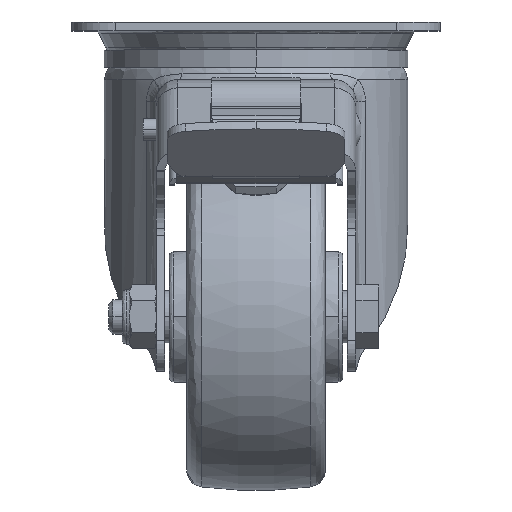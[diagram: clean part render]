
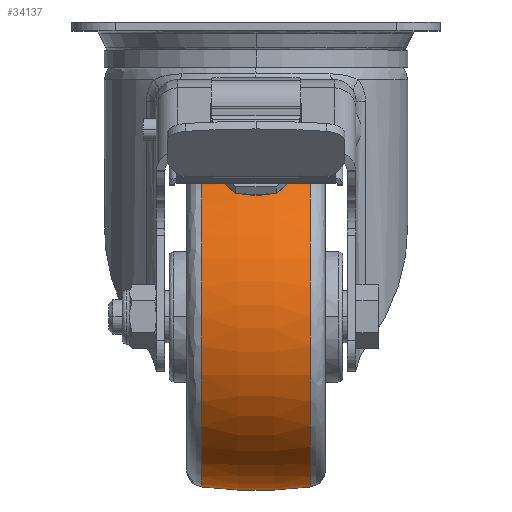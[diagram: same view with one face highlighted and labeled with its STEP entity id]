
A CAD part, top view. The second image highlights one B-rep face of the part: STEP entity #34137.
In plain terms, the highlighted toroidal (fillet/blend) face has major radius 60 mm and minor radius 100 mm.
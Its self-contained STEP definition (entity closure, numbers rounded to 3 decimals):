
#81 = VERTEX_POINT ( 'NONE', #12075 ) ;
#1173 = EDGE_CURVE ( 'NONE', #81, #15432, #36562, .T. ) ;
#1622 = VERTEX_POINT ( 'NONE', #25623 ) ;
#1706 = EDGE_CURVE ( 'NONE', #9537, #15432, #43143, .T. ) ;
#2748 = ORIENTED_EDGE ( 'NONE', *, *, #1173, .T. ) ;
#8109 = ORIENTED_EDGE ( 'NONE', *, *, #1706, .F. ) ;
#9537 = VERTEX_POINT ( 'NONE', #15764 ) ;
#9722 = CARTESIAN_POINT ( 'NONE',  ( 0., -120.2, 38. ) ) ;
#11359 = CIRCLE ( 'NONE', #23748, 100. ) ;
#11407 = FACE_OUTER_BOUND ( 'NONE', #14633, .T. ) ;
#11721 = ORIENTED_EDGE ( 'NONE', *, *, #32920, .F. ) ;
#12075 = CARTESIAN_POINT ( 'NONE',  ( -12.5, -99.416, 38. ) ) ;
#12282 = CARTESIAN_POINT ( 'NONE',  ( 0., -60.2, 38. ) ) ;
#13804 = DIRECTION ( 'NONE',  ( 0., 0., -1. ) ) ;
#13861 = ORIENTED_EDGE ( 'NONE', *, *, #19053, .F. ) ;
#14217 = AXIS2_PLACEMENT_3D ( 'NONE', #12282, #37201, #33107 ) ;
#14633 = EDGE_LOOP ( 'NONE', ( #11721, #2748, #8109, #13861 ) ) ;
#15432 = VERTEX_POINT ( 'NONE', #24566 ) ;
#15764 = CARTESIAN_POINT ( 'NONE',  ( 12.5, -20.984, 38. ) ) ;
#16119 = AXIS2_PLACEMENT_3D ( 'NONE', #17132, #20341, #26974 ) ;
#17132 = CARTESIAN_POINT ( 'NONE',  ( 12.5, -60.2, 38. ) ) ;
#17468 = DIRECTION ( 'NONE',  ( -1., 0., 0. ) ) ;
#19053 = EDGE_CURVE ( 'NONE', #1622, #9537, #11359, .T. ) ;
#20341 = DIRECTION ( 'NONE',  ( 1., 0., 0. ) ) ;
#22266 = CARTESIAN_POINT ( 'NONE',  ( 0., -0.2, 38. ) ) ;
#23748 = AXIS2_PLACEMENT_3D ( 'NONE', #9722, #13804, #17468 ) ;
#24566 = CARTESIAN_POINT ( 'NONE',  ( 12.5, -99.416, 38. ) ) ;
#25623 = CARTESIAN_POINT ( 'NONE',  ( -12.5, -20.984, 38. ) ) ;
#26723 = CARTESIAN_POINT ( 'NONE',  ( -12.5, -60.2, 38. ) ) ;
#26974 = DIRECTION ( 'NONE',  ( 0., 1., 0. ) ) ;
#32920 = EDGE_CURVE ( 'NONE', #81, #1622, #40454, .T. ) ;
#33107 = DIRECTION ( 'NONE',  ( 0., 1., 0. ) ) ;
#34137 = ADVANCED_FACE ( 'NONE', ( #11407 ), #39062, .T. ) ;
#35099 = AXIS2_PLACEMENT_3D ( 'NONE', #22266, #43710, #36197 ) ;
#36072 = AXIS2_PLACEMENT_3D ( 'NONE', #26723, #40673, #44516 ) ;
#36197 = DIRECTION ( 'NONE',  ( 0., -1., 0. ) ) ;
#36562 = CIRCLE ( 'NONE', #35099, 100. ) ;
#37201 = DIRECTION ( 'NONE',  ( 1., 0., 0. ) ) ;
#39062 = TOROIDAL_SURFACE ( 'NONE', #14217, -60., 100. ) ;
#40454 = CIRCLE ( 'NONE', #36072, 39.216 ) ;
#40673 = DIRECTION ( 'NONE',  ( -1., 0., 0. ) ) ;
#43143 = CIRCLE ( 'NONE', #16119, 39.216 ) ;
#43710 = DIRECTION ( 'NONE',  ( 0., 0., 1. ) ) ;
#44516 = DIRECTION ( 'NONE',  ( 0., 1., 0. ) ) ;
